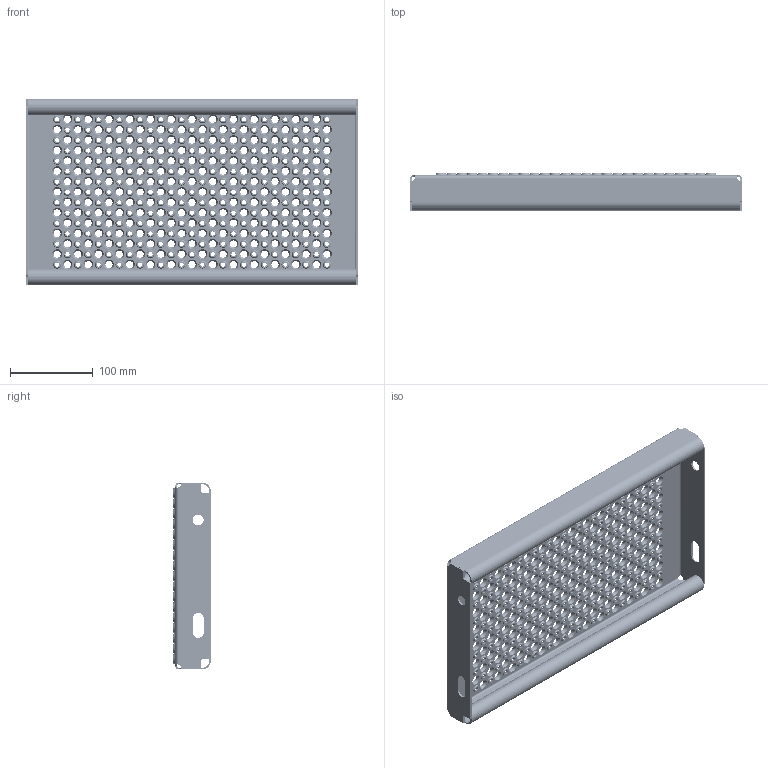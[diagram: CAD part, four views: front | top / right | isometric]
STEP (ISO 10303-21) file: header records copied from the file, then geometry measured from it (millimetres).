
FILE_DESCRIPTION (( 'STEP AP203' ), '1' );
FILE_NAME ('20630_ACHILTRIN_225x400x45_M_OPTRÆK.STEP', '2011-08-12T08:38:57', ( 'JKJ' ), ( '' ), 'SwSTEP 2.0', 'SolidWorks 2011', '' );
FILE_SCHEMA (( 'CONFIG_CONTROL_DESIGN' ));
Products named in the file (1): 20630_ACHILTRIN_225x400x45_M_OPTRÆK
Bounding box: 400 x 45 x 225 mm (x, y, z)
Volume: 335829.3 mm3; surface area: 353331.2 mm2
Topology: 1 solids, 1 shells, 3311 faces, 7576 edges, 4726 vertices
Faces by surface type: cone 1836, cylinder 958, plane 509, bspline 8
Entity records: 96985 total; most frequent: DIRECTION 18806, CARTESIAN_POINT 16206, ORIENTED_EDGE 15152, AXIS2_PLACEMENT_3D 7958, EDGE_CURVE 7576, VERTEX_POINT 4726, EDGE_LOOP 4696, CIRCLE 4654
